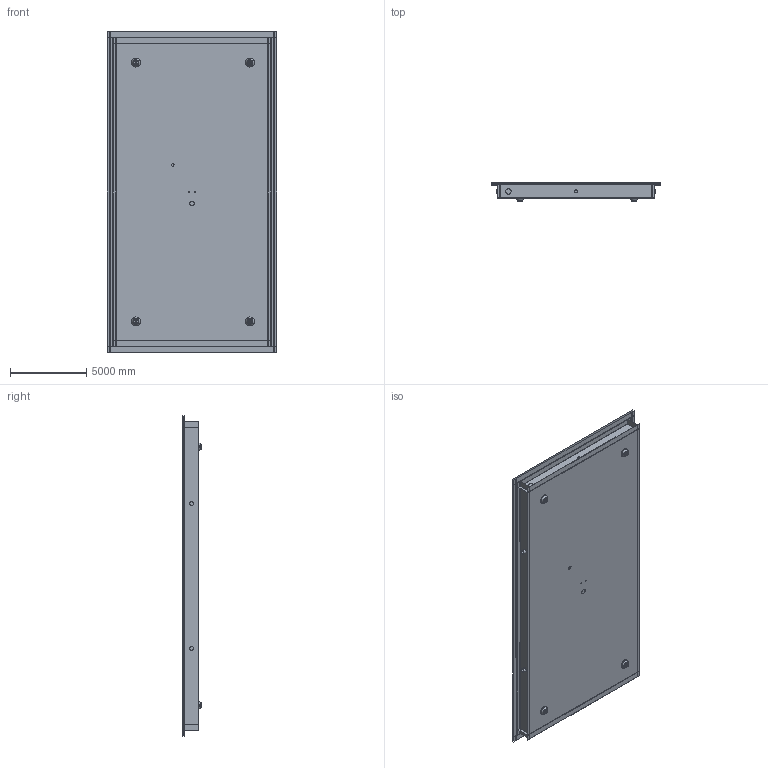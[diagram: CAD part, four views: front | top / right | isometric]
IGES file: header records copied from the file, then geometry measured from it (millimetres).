
Start section:  PTC IGES file: mf-4805_asm.igs
Global section: file name: mf-4805_asm.igs; native system: Creo Parametric by Parametric Technology Corporation; preprocessor: 2013230; author: Administrator; organization: Unknown; date: 20191211.113210; units: inch
Bounding box: 11173.97 x 1199.85 x 21079.97 mm (x, y, z)
Surface area: 3258619625.2 mm2 (no closed solid volume)
Topology: 0 solids, 0 shells, 340 faces, 4390 edges, 5780 vertices
Faces by surface type: revolution 236, bspline 104
